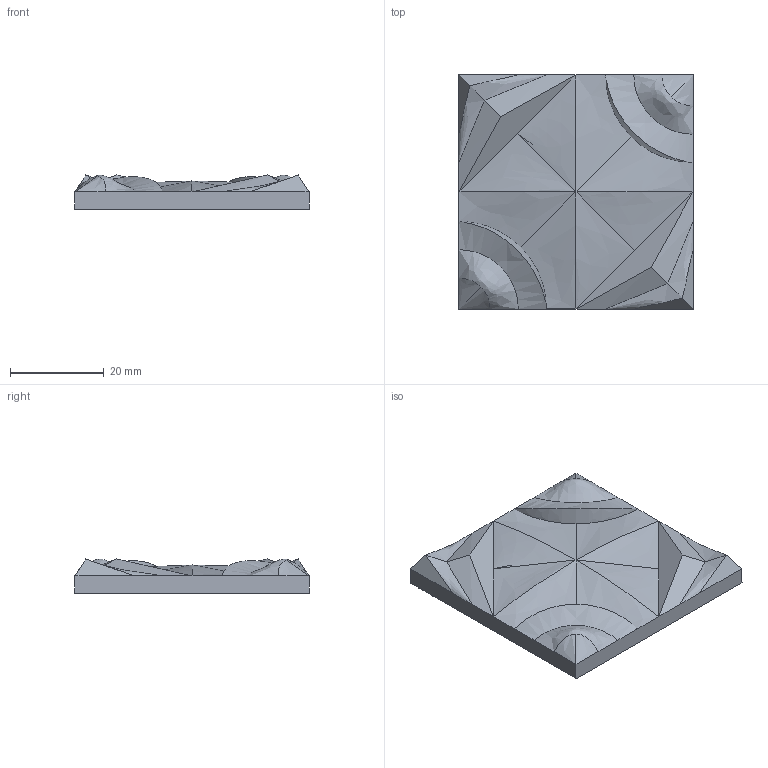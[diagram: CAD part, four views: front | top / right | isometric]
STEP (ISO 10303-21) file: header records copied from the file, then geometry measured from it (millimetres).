
FILE_DESCRIPTION(/* description */ (''),/* implementation_level */ '2;1');
FILE_NAME(/* name */ 'PATTER~2',/* time_stamp */ '2024-04-21T23:52:46-05:00',/* author */ (''),/* organization */ (''),/* preprocessor_version */ 'ST-DEVELOPER v16.5',/* originating_system */ '',/* authorisation */ '');
FILE_SCHEMA (('AUTOMOTIVE_DESIGN'));
Length unit declared in the file: millimetre
Products named in the file (1): Document
Bounding box: 50.16 x 50.16 x 7.29 mm (x, y, z)
Volume: 12124.1 mm3; surface area: 6053.8 mm2
Topology: 1 solids, 1 shells, 37 faces, 98 edges, 45 vertices
Faces by surface type: bspline 37
Entity records: 1280 total; most frequent: CARTESIAN_POINT 785, ORIENTED_EDGE 160, EDGE_CURVE 80, B_SPLINE_CURVE_WITH_KNOTS 51, VERTEX_POINT 45, ADVANCED_FACE 37, FACE_OUTER_BOUND 37, EDGE_LOOP 37
